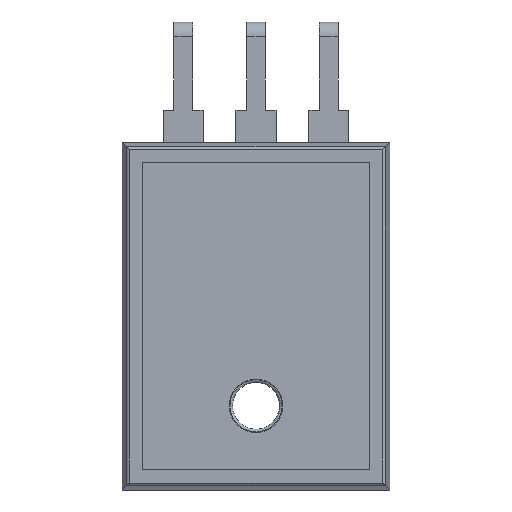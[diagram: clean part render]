
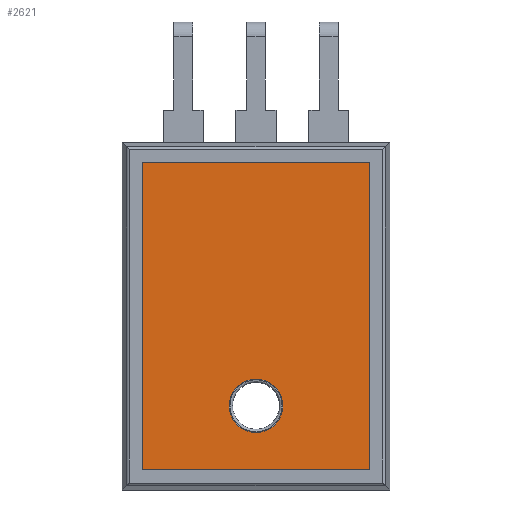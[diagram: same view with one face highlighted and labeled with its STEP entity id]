
A CAD part, front view. The second image highlights one B-rep face of the part: STEP entity #2621.
In plain terms, the highlighted planar face has unit normal (0, -1, 0).
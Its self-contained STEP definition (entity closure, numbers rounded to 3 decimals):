
#160=FACE_BOUND('',#541,.T.);
#230=CIRCLE('',#2817,2.);
#371=FACE_OUTER_BOUND('',#540,.T.);
#540=EDGE_LOOP('',(#2085,#2086,#2087,#2088));
#541=EDGE_LOOP('',(#2089));
#722=LINE('',#4820,#930);
#724=LINE('',#4824,#932);
#726=LINE('',#4828,#934);
#728=LINE('',#4831,#936);
#930=VECTOR('',#3331,17.);
#932=VECTOR('',#3335,23.);
#934=VECTOR('',#3339,17.);
#936=VECTOR('',#3343,23.);
#1182=VERTEX_POINT('',#4814);
#1183=VERTEX_POINT('',#4817);
#1184=VERTEX_POINT('',#4819);
#1185=VERTEX_POINT('',#4823);
#1186=VERTEX_POINT('',#4827);
#1504=EDGE_CURVE('',#1182,#1182,#230,.T.);
#1506=EDGE_CURVE('',#1184,#1183,#722,.T.);
#1508=EDGE_CURVE('',#1185,#1184,#724,.T.);
#1510=EDGE_CURVE('',#1186,#1185,#726,.T.);
#1512=EDGE_CURVE('',#1183,#1186,#728,.T.);
#2085=ORIENTED_EDGE('',*,*,#1512,.T.);
#2086=ORIENTED_EDGE('',*,*,#1510,.T.);
#2087=ORIENTED_EDGE('',*,*,#1508,.T.);
#2088=ORIENTED_EDGE('',*,*,#1506,.T.);
#2089=ORIENTED_EDGE('',*,*,#1504,.T.);
#2320=PLANE('',#2822);
#2621=ADVANCED_FACE('',(#371,#160),#2320,.T.);
#2817=AXIS2_PLACEMENT_3D('',#4815,#3326,#3327);
#2822=AXIS2_PLACEMENT_3D('',#4832,#3344,#3345);
#3326=DIRECTION('center_axis',(0.,1.,0.));
#3327=DIRECTION('ref_axis',(-1.,0.,0.));
#3331=DIRECTION('',(1.,0.,0.));
#3335=DIRECTION('',(0.,0.,-1.));
#3339=DIRECTION('',(-1.,0.,0.));
#3343=DIRECTION('',(0.,0.,1.));
#3344=DIRECTION('center_axis',(0.,-1.,0.));
#3345=DIRECTION('ref_axis',(0.,0.,-1.));
#4814=CARTESIAN_POINT('',(2.,-2.001,-6.7));
#4815=CARTESIAN_POINT('Origin',(0.,-2.001,-6.7));
#4817=CARTESIAN_POINT('',(8.5,-2.001,-11.5));
#4819=CARTESIAN_POINT('',(-8.5,-2.001,-11.5));
#4820=CARTESIAN_POINT('',(8.5,-2.001,-11.5));
#4823=CARTESIAN_POINT('',(-8.5,-2.001,11.5));
#4824=CARTESIAN_POINT('',(-8.5,-2.001,-11.5));
#4827=CARTESIAN_POINT('',(8.5,-2.001,11.5));
#4828=CARTESIAN_POINT('',(-8.5,-2.001,11.5));
#4831=CARTESIAN_POINT('',(8.5,-2.001,11.5));
#4832=CARTESIAN_POINT('Origin',(0.,-2.001,0.));
